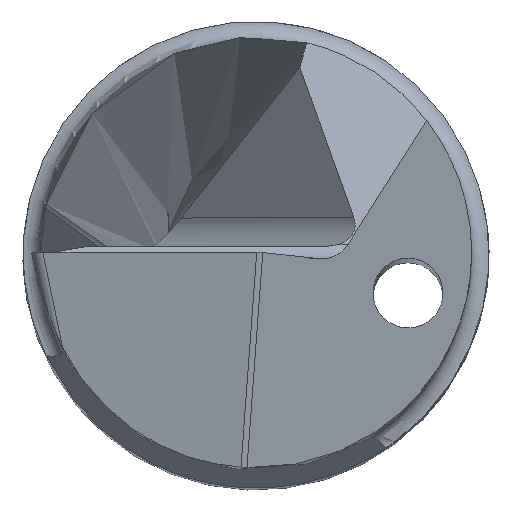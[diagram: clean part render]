
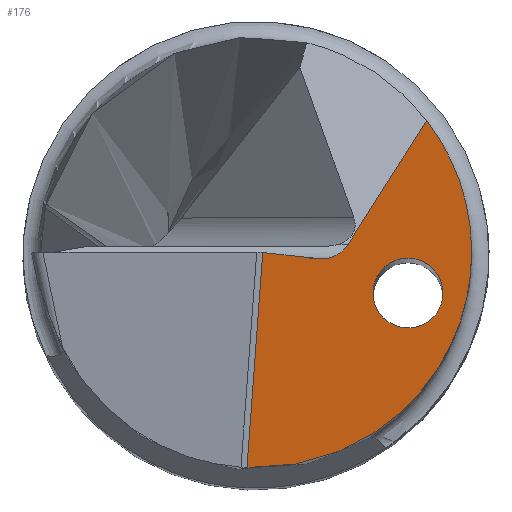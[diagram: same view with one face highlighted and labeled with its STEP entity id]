
A CAD part, top view. The second image highlights one B-rep face of the part: STEP entity #176.
In plain terms, the highlighted planar face has unit normal (0.696, -0.174, 0.696).
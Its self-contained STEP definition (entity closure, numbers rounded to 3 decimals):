
#32 = CARTESIAN_POINT ( 'NONE',  ( 0.923, -0.903, 48.911 ) ) ;
#45 = VERTEX_POINT ( 'NONE', #472 ) ;
#58 = CARTESIAN_POINT ( 'NONE',  ( 2.026, -0.554, 47.896 ) ) ;
#63 = CARTESIAN_POINT ( 'NONE',  ( 0.124, 0.109, 49.964 ) ) ;
#78 = ORIENTED_EDGE ( 'NONE', *, *, #427, .F. ) ;
#81 =( BOUNDED_CURVE ( )  B_SPLINE_CURVE ( 3, ( #1044, #1124, #489, #122 ),
 .UNSPECIFIED., .F., .F. ) 
 B_SPLINE_CURVE_WITH_KNOTS ( ( 4, 4 ),
 ( 4.915, 7.185 ),
 .UNSPECIFIED. ) 
 CURVE ( )  GEOMETRIC_REPRESENTATION_ITEM ( )  RATIONAL_B_SPLINE_CURVE ( ( 1., 0.615, 0.615, 1. ) ) 
 REPRESENTATION_ITEM ( '' )  );
#86 = CARTESIAN_POINT ( 'NONE',  ( 0.115, -0.008, 49.943 ) ) ;
#122 = CARTESIAN_POINT ( 'NONE',  ( 2.928, 2.262, 47.696 ) ) ;
#133 = CARTESIAN_POINT ( 'NONE',  ( 3.481, 0.32, 46.659 ) ) ;
#136 = CARTESIAN_POINT ( 'NONE',  ( 3.19, -0.844, 46.659 ) ) ;
#176 = ADVANCED_FACE ( 'NONE', ( #949, #496 ), #566, .T. ) ;
#210 = DIRECTION ( 'NONE',  ( 0.696, -0.174, 0.696 ) ) ;
#224 = CARTESIAN_POINT ( 'NONE',  ( 2.9, -2.008, 46.659 ) ) ;
#228 = EDGE_CURVE ( 'NONE', #45, #45, #336, .T. ) ;
#231 = EDGE_LOOP ( 'NONE', ( #993, #1048, #652, #436, #78 ) ) ;
#306 = CARTESIAN_POINT ( 'NONE',  ( 3.19, -0.844, 46.659 ) ) ;
#336 =( BOUNDED_CURVE ( )  B_SPLINE_CURVE ( 3, ( #306, #133, #943, #58, #480, #224, #136 ),
 .UNSPECIFIED., .T., .T. ) 
 B_SPLINE_CURVE_WITH_KNOTS ( ( 4, 3, 4 ),
 ( 0., 3.142, 6.283 ),
 .UNSPECIFIED. ) 
 CURVE ( )  GEOMETRIC_REPRESENTATION_ITEM ( )  RATIONAL_B_SPLINE_CURVE ( ( 1., 0.333, 0.333, 1., 0.333, 0.333, 1. ) ) 
 REPRESENTATION_ITEM ( '' )  );
#364 = VERTEX_POINT ( 'NONE', #86 ) ;
#372 = VERTEX_POINT ( 'NONE', #523 ) ;
#390 = LINE ( 'NONE', #738, #632 ) ;
#409 = VERTEX_POINT ( 'NONE', #649 ) ;
#411 = LINE ( 'NONE', #63, #759 ) ;
#424 = CARTESIAN_POINT ( 'NONE',  ( 1.105, -0.115, 48.926 ) ) ;
#427 = EDGE_CURVE ( 'NONE', #804, #409, #1086, .T. ) ;
#436 = ORIENTED_EDGE ( 'NONE', *, *, #688, .T. ) ;
#472 = CARTESIAN_POINT ( 'NONE',  ( 3.19, -0.844, 46.659 ) ) ;
#476 = VECTOR ( 'NONE', #559, 1000. ) ;
#480 = CARTESIAN_POINT ( 'NONE',  ( 1.735, -1.718, 47.896 ) ) ;
#489 = CARTESIAN_POINT ( 'NONE',  ( 5.153, -0.618, 44.753 ) ) ;
#496 = FACE_OUTER_BOUND ( 'NONE', #231, .T. ) ;
#523 = CARTESIAN_POINT ( 'NONE',  ( -0.155, -3.697, 49.294 ) ) ;
#559 = DIRECTION ( 'NONE',  ( 0.509, 0.804, -0.308 ) ) ;
#566 = PLANE ( 'NONE',  #702 ) ;
#570 = DIRECTION ( 'NONE',  ( -0.707, 0., 0.707 ) ) ;
#572 = CARTESIAN_POINT ( 'NONE',  ( 1.105, -0.115, 48.926 ) ) ;
#593 = CARTESIAN_POINT ( 'NONE',  ( 1.584, 0.139, 48.511 ) ) ;
#632 = VECTOR ( 'NONE', #1031, 1000. ) ;
#649 = CARTESIAN_POINT ( 'NONE',  ( 2.928, 2.262, 47.696 ) ) ;
#652 = ORIENTED_EDGE ( 'NONE', *, *, #766, .F. ) ;
#688 = EDGE_CURVE ( 'NONE', #372, #409, #81, .T. ) ;
#702 = AXIS2_PLACEMENT_3D ( 'NONE', #1026, #210, #570 ) ;
#738 = CARTESIAN_POINT ( 'NONE',  ( 0.014, 0.003, 50.047 ) ) ;
#744 = EDGE_LOOP ( 'NONE', ( #968 ) ) ;
#759 = VECTOR ( 'NONE', #975, 1000. ) ;
#766 = EDGE_CURVE ( 'NONE', #372, #364, #411, .T. ) ;
#804 = VERTEX_POINT ( 'NONE', #593 ) ;
#943 = CARTESIAN_POINT ( 'NONE',  ( 2.316, 0.611, 47.896 ) ) ;
#944 = EDGE_CURVE ( 'NONE', #1087, #804, #1006, .T. ) ;
#949 = FACE_BOUND ( 'NONE', #744, .T. ) ;
#951 = CARTESIAN_POINT ( 'NONE',  ( 1.472, -0.036, 48.579 ) ) ;
#968 = ORIENTED_EDGE ( 'NONE', *, *, #228, .F. ) ;
#975 = DIRECTION ( 'NONE',  ( 0.072, 0.982, 0.173 ) ) ;
#993 = ORIENTED_EDGE ( 'NONE', *, *, #944, .F. ) ;
#1006 =( BOUNDED_CURVE ( )  B_SPLINE_CURVE ( 3, ( #424, #1156, #951, #1144 ),
 .UNSPECIFIED., .F., .T. ) 
 B_SPLINE_CURVE_WITH_KNOTS ( ( 4, 4 ),
 ( 1.222, 2.531 ),
 .UNSPECIFIED. ) 
 CURVE ( )  GEOMETRIC_REPRESENTATION_ITEM ( )  RATIONAL_B_SPLINE_CURVE ( ( 1., 0.862, 0.862, 1. ) ) 
 REPRESENTATION_ITEM ( '' )  );
#1026 = CARTESIAN_POINT ( 'NONE',  ( 0.031, 0.1, 50.053 ) ) ;
#1031 = DIRECTION ( 'NONE',  ( 0.696, -0.075, -0.714 ) ) ;
#1044 = CARTESIAN_POINT ( 'NONE',  ( -0.155, -3.697, 49.294 ) ) ;
#1048 = ORIENTED_EDGE ( 'NONE', *, *, #1130, .F. ) ;
#1086 = LINE ( 'NONE', #32, #476 ) ;
#1087 = VERTEX_POINT ( 'NONE', #572 ) ;
#1124 = CARTESIAN_POINT ( 'NONE',  ( 3.48, -3.85, 45.62 ) ) ;
#1130 = EDGE_CURVE ( 'NONE', #364, #1087, #390, .T. ) ;
#1144 = CARTESIAN_POINT ( 'NONE',  ( 1.584, 0.139, 48.511 ) ) ;
#1156 = CARTESIAN_POINT ( 'NONE',  ( 1.287, -0.135, 48.739 ) ) ;
